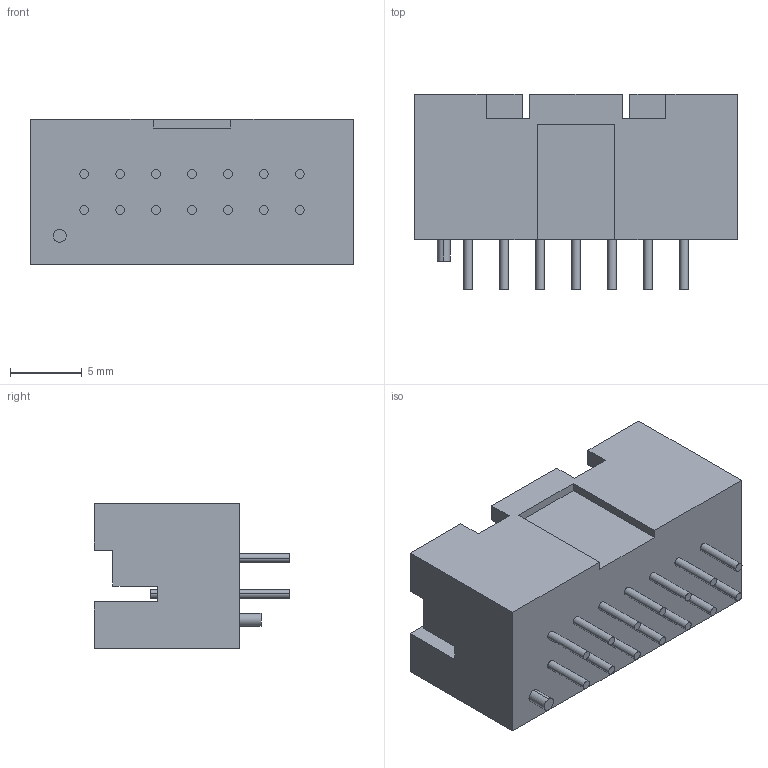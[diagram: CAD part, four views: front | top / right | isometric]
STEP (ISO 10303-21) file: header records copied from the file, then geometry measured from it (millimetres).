
FILE_DESCRIPTION (( 'STEP AP214' ), '1' );
FILE_NAME ('JST_XAD_B14B-XADSS-N-A_2x07_P2.50mm_Vertical.STEP', '2020-06-06T17:47:54', ( '' ), ( '' ), 'SwSTEP 2.0', 'SolidWorks 2018', '' );
FILE_SCHEMA (( 'AUTOMOTIVE_DESIGN' ));
Length unit declared in the file: inch
Products named in the file (1): JST_XAD_B14B-XADSS-N-A_2x07_P2.50mm_Vertical
Bounding box: 22.5 x 13.6 x 10.1 mm (x, y, z)
Volume: 1066.8 mm3; surface area: 1804.9 mm2
Topology: 1 solids, 1 shells, 203 faces, 474 edges, 316 vertices
Faces by surface type: plane 145, cylinder 58
Entity records: 5832 total; most frequent: DIRECTION 998, CARTESIAN_POINT 994, ORIENTED_EDGE 948, EDGE_CURVE 474, LINE 358, VECTOR 358, AXIS2_PLACEMENT_3D 320, VERTEX_POINT 316
